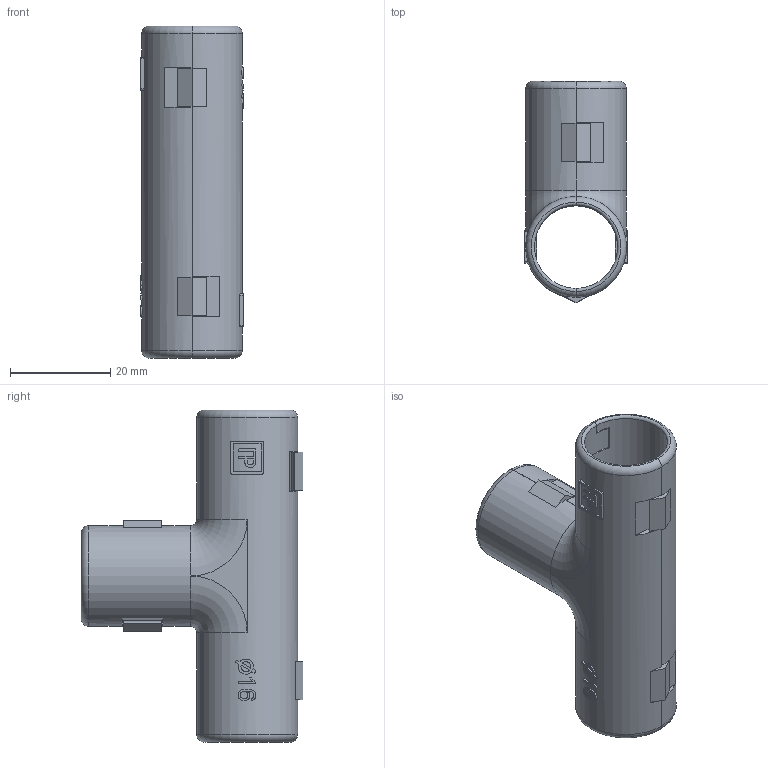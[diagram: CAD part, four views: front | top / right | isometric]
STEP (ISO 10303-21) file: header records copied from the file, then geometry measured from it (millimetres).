
FILE_DESCRIPTION(('STEP AP203'), '1');
FILE_NAME('Òðîéíèê ðàçáîðíûé ä16 ñîñíà', '', ('UNSPECIFIED'), ('UNSPECIFIED'), 'ASCON STEP Converter 1.6', 'ASCON Math Kernel', '');
FILE_SCHEMA(('CONFIG_CONTROL_DESIGN'));
Length unit declared in the file: millimetre
Products named in the file (2): ЛФ14.00.000 Д
Assembly tree (2 placements, depth 2):
  (unnamed)
    ЛФ14.00.000 Д  x2
Bounding box: 20.54 x 44.32 x 66.39 mm (x, y, z)
Volume: 8702.3 mm3; surface area: 12116 mm2
Topology: 2 solids, 2 shells, 320 faces, 836 edges, 546 vertices
Faces by surface type: plane 212, cylinder 50, bspline 34, torus 20, cone 4
Entity records: 8388 total; most frequent: CARTESIAN_POINT 3159, ORIENTED_EDGE 836, DIRECTION 739, EDGE_CURVE 418, VERTEX_POINT 273, LINE 251, VECTOR 251, AXIS2_PLACEMENT_3D 244
